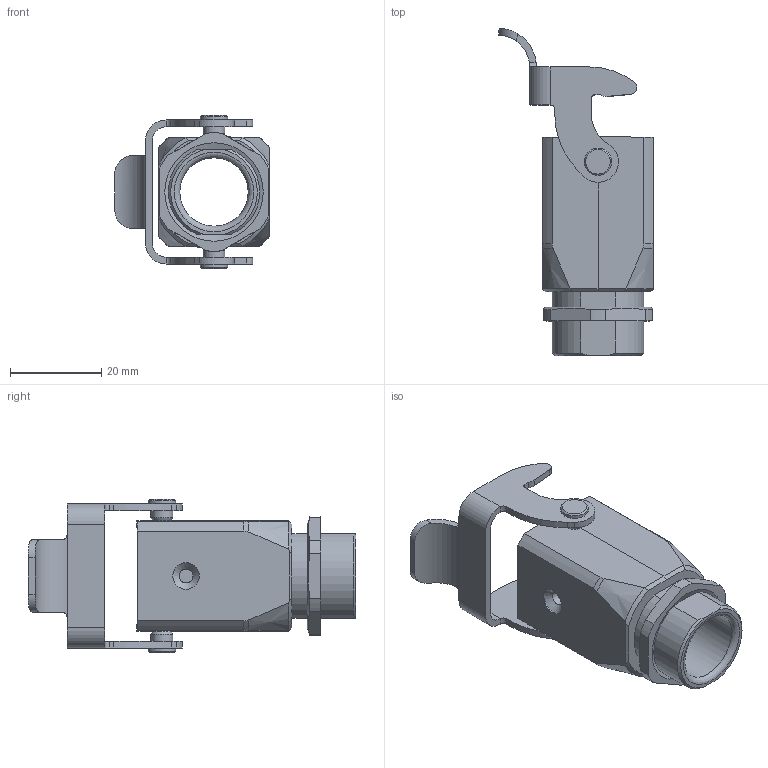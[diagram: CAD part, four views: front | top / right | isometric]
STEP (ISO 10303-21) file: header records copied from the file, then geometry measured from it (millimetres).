
FILE_DESCRIPTION(/* description */ (''),/* implementation_level */ '2;1');
FILE_NAME(/* name */ '100509671ugm000_a.stp',/* time_stamp */ '2012-08-08T07:05:11+02:00',/* author */ (''),/* organization */ (''),/* preprocessor_version */ 'ST-DEVELOPER v11',/* originating_system */ 'SIEMENS PLM Software NX 7.5',/* authorisation */ '');
FILE_SCHEMA (('AUTOMOTIVE_DESIGN { 1 0 10303 214 1 1 1 1 }'));
Length unit declared in the file: millimetre
Products named in the file (3): 19620031150_2-A-Han_3A_Buegel; 19620031150_1-A-Han_3EMV; 100509671ugm000_a
Assembly tree (2 placements, depth 2):
  100509671ugm000_a
    19620031150_1-A-Han_3EMV
    19620031150_2-A-Han_3A_Buegel
Bounding box: 33.86 x 71.79 x 33.6 mm (x, y, z)
Volume: 8969.5 mm3; surface area: 10921.3 mm2
Topology: 2 solids, 2 shells, 317 faces, 836 edges, 541 vertices
Faces by surface type: plane 153, cylinder 71, bspline 68, cone 23, torus 2
Full cylindrical faces by diameter (mm): 0.7 x1, 0.981 x1, 3.05 x1, 4.8 x2, 5 x2, 5.8 x1, 6 x2, 15 x1
Entity records: 11304 total; most frequent: CARTESIAN_POINT 4134, ORIENTED_EDGE 1616, DIRECTION 1230, EDGE_CURVE 808, VERTEX_POINT 533, LINE 418, VECTOR 418, AXIS2_PLACEMENT_3D 406
